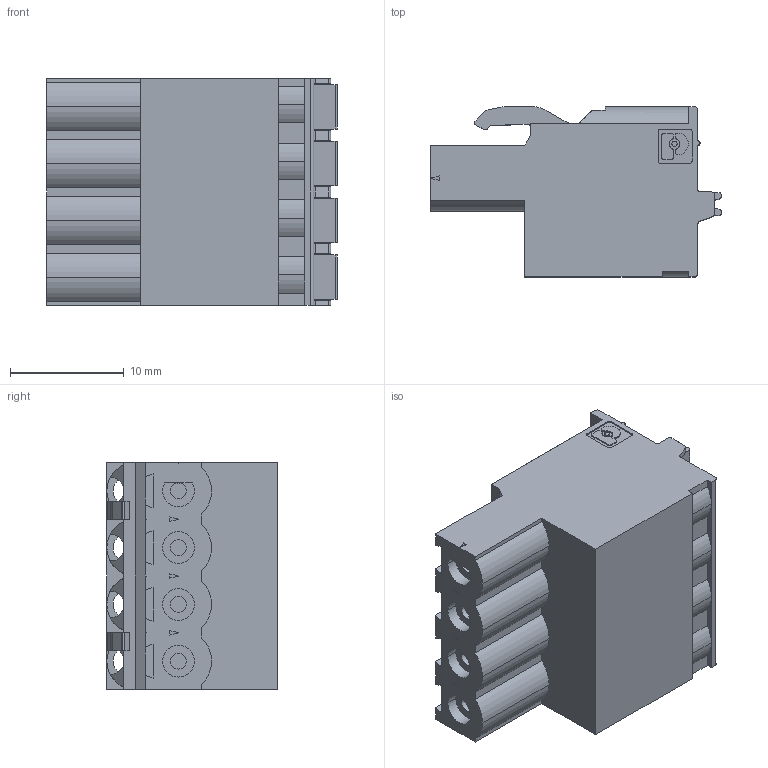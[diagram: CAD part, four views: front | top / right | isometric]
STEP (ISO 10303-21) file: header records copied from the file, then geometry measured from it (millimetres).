
FILE_DESCRIPTION(/* description */ ('Alibre Inc.'),/* implementation_level */ '2;1');
FILE_NAME(/* name */ 'export-6E0246FF-CD8F-48C9-9C89-B945754847A0',/* time_stamp */ '2021-11-22T07:33:38+01:00',/* author */ (''),/* organization */ (''),/* preprocessor_version */ 'ST-DEVELOPER v17',/* originating_system */ 'Alibre',/* authorisation */ '');
FILE_SCHEMA (('AUTOMOTIVE_DESIGN'));
Length unit declared in the file: millimetre
Bounding box: 25.6 x 15 x 20 mm (x, y, z)
Volume: 4820.7 mm3; surface area: 2911.2 mm2
Topology: 1 solids, 1 shells, 433 faces, 1151 edges, 736 vertices
Faces by surface type: plane 250, cylinder 159, cone 16, torus 8
Entity records: 13139 total; most frequent: CARTESIAN_POINT 2311, ORIENTED_EDGE 2290, DIRECTION 2128, EDGE_CURVE 1145, AXIS2_PLACEMENT_3D 808, VECTOR 770, LINE 770, VERTEX_POINT 733
